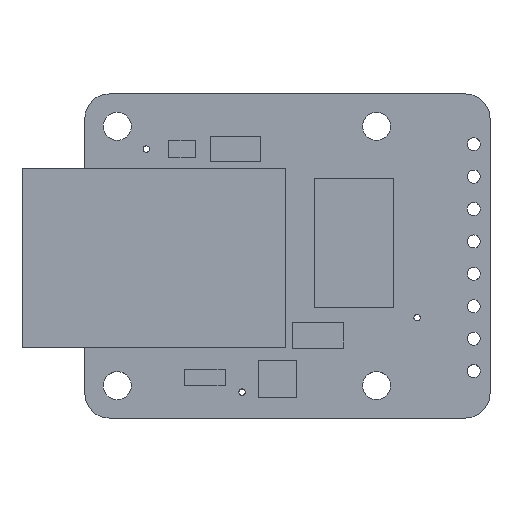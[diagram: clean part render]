
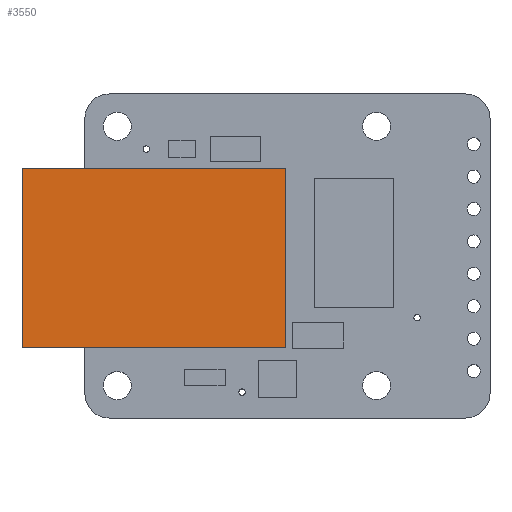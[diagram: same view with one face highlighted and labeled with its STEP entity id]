
A CAD part, top view. The second image highlights one B-rep face of the part: STEP entity #3550.
In plain terms, the highlighted planar face has unit normal (0, 0, 1).
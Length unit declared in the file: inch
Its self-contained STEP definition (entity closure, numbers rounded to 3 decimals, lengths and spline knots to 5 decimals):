
#42 = EDGE_CURVE ( 'NONE', #3661, #2528, #1826, .T. ) ;
#56 = DIRECTION ( 'NONE',  ( 1., 0., 0. ) ) ;
#298 = EDGE_CURVE ( 'NONE', #2122, #3661, #2135, .T. ) ;
#383 = EDGE_CURVE ( 'NONE', #2528, #2345, #2087, .T. ) ;
#570 = CARTESIAN_POINT ( 'NONE',  ( 0.61843, 0.77, 0.10236 ) ) ;
#763 = CARTESIAN_POINT ( 'NONE',  ( -0.19369, 0.77, 0.10236 ) ) ;
#777 = AXIS2_PLACEMENT_3D ( 'NONE', #3440, #1725, #2879 ) ;
#864 = PLANE ( 'NONE',  #777 ) ;
#874 = ORIENTED_EDGE ( 'NONE', *, *, #42, .T. ) ;
#957 = CARTESIAN_POINT ( 'NONE',  ( -0.19369, 0.21632, 0.10236 ) ) ;
#969 = CARTESIAN_POINT ( 'NONE',  ( -0.19369, 0.77, 0.10236 ) ) ;
#1312 = EDGE_CURVE ( 'NONE', #2345, #2122, #2102, .T. ) ;
#1322 = CARTESIAN_POINT ( 'NONE',  ( -0.19369, 0.21632, 0.10236 ) ) ;
#1413 = VECTOR ( 'NONE', #3017, 39.37008 ) ;
#1526 = CARTESIAN_POINT ( 'NONE',  ( 0.61843, 0.77, 0.10236 ) ) ;
#1545 = DIRECTION ( 'NONE',  ( 0., 1., 0. ) ) ;
#1553 = VECTOR ( 'NONE', #56, 39.37008 ) ;
#1593 = VECTOR ( 'NONE', #1545, 39.37008 ) ;
#1725 = DIRECTION ( 'NONE',  ( 0., 0., -1. ) ) ;
#1826 = LINE ( 'NONE', #2376, #1553 ) ;
#1926 = ORIENTED_EDGE ( 'NONE', *, *, #383, .T. ) ;
#2043 = VECTOR ( 'NONE', #2444, 39.37008 ) ;
#2087 = LINE ( 'NONE', #1526, #1593 ) ;
#2102 = LINE ( 'NONE', #969, #1413 ) ;
#2122 = VERTEX_POINT ( 'NONE', #763 ) ;
#2135 = LINE ( 'NONE', #1322, #2043 ) ;
#2144 = ORIENTED_EDGE ( 'NONE', *, *, #298, .T. ) ;
#2345 = VERTEX_POINT ( 'NONE', #570 ) ;
#2376 = CARTESIAN_POINT ( 'NONE',  ( 0.61843, 0.21632, 0.10236 ) ) ;
#2444 = DIRECTION ( 'NONE',  ( 0., -1., 0. ) ) ;
#2495 = FACE_OUTER_BOUND ( 'NONE', #2824, .T. ) ;
#2528 = VERTEX_POINT ( 'NONE', #3543 ) ;
#2824 = EDGE_LOOP ( 'NONE', ( #3705, #2144, #874, #1926 ) ) ;
#2879 = DIRECTION ( 'NONE',  ( 0., 1., 0. ) ) ;
#3017 = DIRECTION ( 'NONE',  ( -1., 0., 0. ) ) ;
#3440 = CARTESIAN_POINT ( 'NONE',  ( 0.62, 0.77, 0.10236 ) ) ;
#3543 = CARTESIAN_POINT ( 'NONE',  ( 0.61843, 0.21632, 0.10236 ) ) ;
#3550 = ADVANCED_FACE ( 'NONE', ( #2495 ), #864, .F. ) ;
#3661 = VERTEX_POINT ( 'NONE', #957 ) ;
#3705 = ORIENTED_EDGE ( 'NONE', *, *, #1312, .T. ) ;
